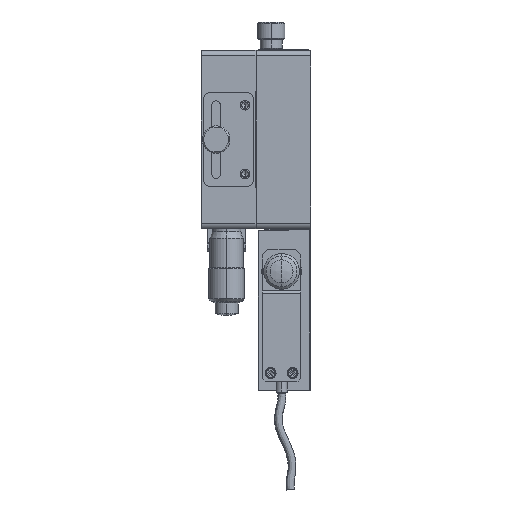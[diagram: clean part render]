
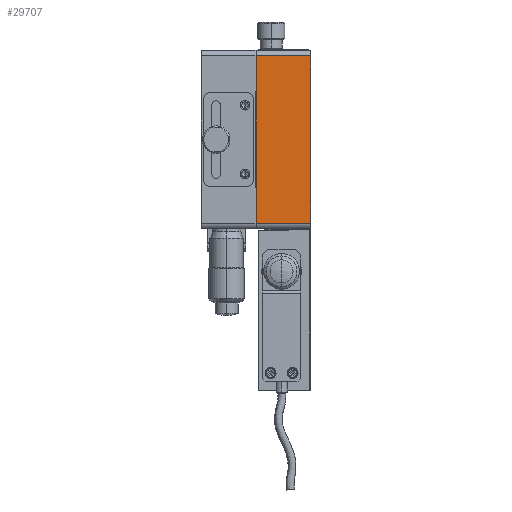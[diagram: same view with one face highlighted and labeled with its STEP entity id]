
A CAD part, left-side view. The second image highlights one B-rep face of the part: STEP entity #29707.
In plain terms, the highlighted planar face has unit normal (-1, 0, 0).
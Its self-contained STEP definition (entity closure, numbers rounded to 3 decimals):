
#113 = VERTEX_POINT ( 'NONE', #31360 ) ;
#1395 = CARTESIAN_POINT ( 'NONE',  ( -32.5, 10., 30.5 ) ) ;
#1572 = CARTESIAN_POINT ( 'NONE',  ( -32.5, 10., -30.5 ) ) ;
#1636 = LINE ( 'NONE', #2897, #30238 ) ;
#1748 = VERTEX_POINT ( 'NONE', #28791 ) ;
#2897 = CARTESIAN_POINT ( 'NONE',  ( -32.5, 10., -32.5 ) ) ;
#4057 = CARTESIAN_POINT ( 'NONE',  ( -32.5, 10., 30.5 ) ) ;
#4494 = EDGE_CURVE ( 'NONE', #15285, #18597, #30274, .T. ) ;
#4943 = EDGE_CURVE ( 'NONE', #1748, #9523, #1636, .T. ) ;
#5514 = ORIENTED_EDGE ( 'NONE', *, *, #17448, .T. ) ;
#5753 = CARTESIAN_POINT ( 'NONE',  ( -32.5, -10., 30.5 ) ) ;
#6109 = LINE ( 'NONE', #29894, #33441 ) ;
#6325 = ORIENTED_EDGE ( 'NONE', *, *, #13027, .T. ) ;
#6429 = DIRECTION ( 'NONE',  ( 0., 1., 0. ) ) ;
#6679 = VECTOR ( 'NONE', #29025, 1000. ) ;
#6954 = CARTESIAN_POINT ( 'NONE',  ( -32.5, -10., 32.5 ) ) ;
#7043 = DIRECTION ( 'NONE',  ( 0., -1., 0. ) ) ;
#8093 = DIRECTION ( 'NONE',  ( 1., 0., 0. ) ) ;
#8396 = EDGE_CURVE ( 'NONE', #20076, #15285, #8407, .T. ) ;
#8407 = LINE ( 'NONE', #26039, #6679 ) ;
#9245 = CARTESIAN_POINT ( 'NONE',  ( -32.5, -10., 17.5 ) ) ;
#9523 = VERTEX_POINT ( 'NONE', #1395 ) ;
#9840 = VECTOR ( 'NONE', #30515, 1000. ) ;
#10582 = EDGE_CURVE ( 'NONE', #18597, #113, #6109, .T. ) ;
#10945 = EDGE_LOOP ( 'NONE', ( #29118, #25225, #11894, #6325, #5514, #20791, #24627, #29543 ) ) ;
#10953 = LINE ( 'NONE', #6954, #19063 ) ;
#11099 = CARTESIAN_POINT ( 'NONE',  ( -32.5, -10., -30.5 ) ) ;
#11167 = CARTESIAN_POINT ( 'NONE',  ( -32.5, -9.8, 17.5 ) ) ;
#11549 = LINE ( 'NONE', #1572, #13277 ) ;
#11667 = CARTESIAN_POINT ( 'NONE',  ( -32.5, -9.8, -17.5 ) ) ;
#11894 = ORIENTED_EDGE ( 'NONE', *, *, #4943, .F. ) ;
#12240 = FACE_OUTER_BOUND ( 'NONE', #10945, .T. ) ;
#12781 = VERTEX_POINT ( 'NONE', #11099 ) ;
#13027 = EDGE_CURVE ( 'NONE', #1748, #12781, #11549, .T. ) ;
#13277 = VECTOR ( 'NONE', #7043, 1000. ) ;
#15285 = VERTEX_POINT ( 'NONE', #11167 ) ;
#16014 = CARTESIAN_POINT ( 'NONE',  ( -32.5, -10., 32.5 ) ) ;
#17448 = EDGE_CURVE ( 'NONE', #12781, #113, #10953, .T. ) ;
#18597 = VERTEX_POINT ( 'NONE', #11667 ) ;
#19063 = VECTOR ( 'NONE', #22838, 1000. ) ;
#20076 = VERTEX_POINT ( 'NONE', #9245 ) ;
#20605 = EDGE_CURVE ( 'NONE', #27378, #9523, #23995, .T. ) ;
#20791 = ORIENTED_EDGE ( 'NONE', *, *, #10582, .F. ) ;
#21345 = PLANE ( 'NONE',  #26392 ) ;
#21780 = DIRECTION ( 'NONE',  ( 0., -1., 0. ) ) ;
#22544 = EDGE_CURVE ( 'NONE', #20076, #27378, #26045, .T. ) ;
#22628 = VECTOR ( 'NONE', #29447, 1000. ) ;
#22838 = DIRECTION ( 'NONE',  ( 0., 0., 1. ) ) ;
#23995 = LINE ( 'NONE', #4057, #26575 ) ;
#24627 = ORIENTED_EDGE ( 'NONE', *, *, #4494, .F. ) ;
#25225 = ORIENTED_EDGE ( 'NONE', *, *, #20605, .T. ) ;
#26039 = CARTESIAN_POINT ( 'NONE',  ( -32.5, 10., 17.5 ) ) ;
#26045 = LINE ( 'NONE', #16014, #22628 ) ;
#26392 = AXIS2_PLACEMENT_3D ( 'NONE', #34961, #8093, #32671 ) ;
#26575 = VECTOR ( 'NONE', #6429, 1000. ) ;
#27378 = VERTEX_POINT ( 'NONE', #5753 ) ;
#28791 = CARTESIAN_POINT ( 'NONE',  ( -32.5, 10., -30.5 ) ) ;
#29025 = DIRECTION ( 'NONE',  ( 0., 1., 0. ) ) ;
#29118 = ORIENTED_EDGE ( 'NONE', *, *, #22544, .T. ) ;
#29447 = DIRECTION ( 'NONE',  ( 0., 0., 1. ) ) ;
#29543 = ORIENTED_EDGE ( 'NONE', *, *, #8396, .F. ) ;
#29707 = ADVANCED_FACE ( 'NONE', ( #12240 ), #21345, .F. ) ;
#29894 = CARTESIAN_POINT ( 'NONE',  ( -32.5, 10., -17.5 ) ) ;
#30238 = VECTOR ( 'NONE', #30351, 1000. ) ;
#30274 = LINE ( 'NONE', #33020, #9840 ) ;
#30351 = DIRECTION ( 'NONE',  ( 0., 0., 1. ) ) ;
#30515 = DIRECTION ( 'NONE',  ( 0., 0., -1. ) ) ;
#31360 = CARTESIAN_POINT ( 'NONE',  ( -32.5, -10., -17.5 ) ) ;
#32671 = DIRECTION ( 'NONE',  ( 0., 0., -1. ) ) ;
#33020 = CARTESIAN_POINT ( 'NONE',  ( -32.5, -9.8, 32.5 ) ) ;
#33441 = VECTOR ( 'NONE', #21780, 1000. ) ;
#34961 = CARTESIAN_POINT ( 'NONE',  ( -32.5, 0., 0. ) ) ;
